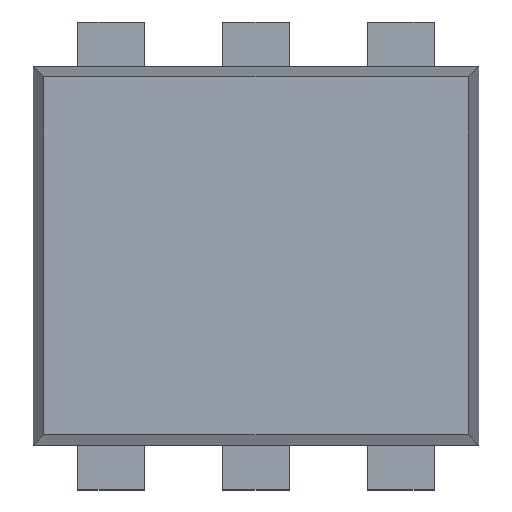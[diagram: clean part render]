
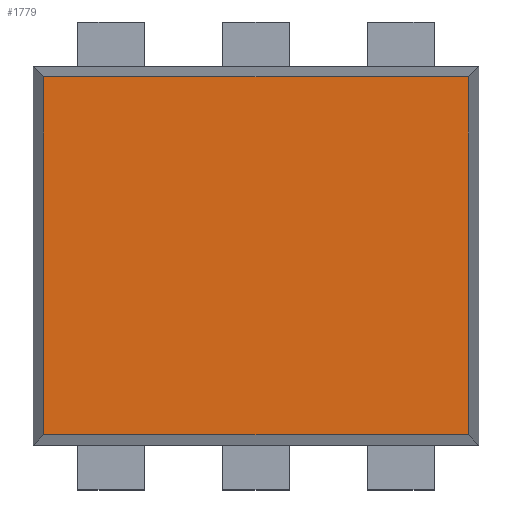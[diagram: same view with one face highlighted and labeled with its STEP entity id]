
A CAD part, top view. The second image highlights one B-rep face of the part: STEP entity #1779.
In plain terms, the highlighted planar face has unit normal (0, 0, 1).
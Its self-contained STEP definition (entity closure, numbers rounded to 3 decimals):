
#77 = CARTESIAN_POINT ( 'NONE',  ( 0.953, 0.85, 0.7 ) ) ;
#79 = DIRECTION ( 'NONE',  ( 0., -1., 0. ) ) ;
#89 = DIRECTION ( 'NONE',  ( 0., 1., 0. ) ) ;
#387 = ORIENTED_EDGE ( 'NONE', *, *, #2191, .T. ) ;
#632 = ORIENTED_EDGE ( 'NONE', *, *, #2045, .T. ) ;
#704 = CARTESIAN_POINT ( 'NONE',  ( -0.953, 0.803, 0.7 ) ) ;
#741 = CARTESIAN_POINT ( 'NONE',  ( 1., -0.803, 0.7 ) ) ;
#761 = DIRECTION ( 'NONE',  ( 1., 0., 0. ) ) ;
#808 = VERTEX_POINT ( 'NONE', #2383 ) ;
#848 = AXIS2_PLACEMENT_3D ( 'NONE', #2382, #2165, #2147 ) ;
#870 = EDGE_LOOP ( 'NONE', ( #387, #632, #1026, #1426 ) ) ;
#1026 = ORIENTED_EDGE ( 'NONE', *, *, #1765, .T. ) ;
#1143 = LINE ( 'NONE', #77, #1916 ) ;
#1180 = CARTESIAN_POINT ( 'NONE',  ( 0.953, 0.803, 0.7 ) ) ;
#1198 = VERTEX_POINT ( 'NONE', #1180 ) ;
#1260 = VERTEX_POINT ( 'NONE', #704 ) ;
#1426 = ORIENTED_EDGE ( 'NONE', *, *, #1885, .T. ) ;
#1637 = VERTEX_POINT ( 'NONE', #1960 ) ;
#1765 = EDGE_CURVE ( 'NONE', #1260, #808, #2220, .T. ) ;
#1779 = ADVANCED_FACE ( 'NONE', ( #2225 ), #2183, .T. ) ;
#1885 = EDGE_CURVE ( 'NONE', #808, #1637, #2341, .T. ) ;
#1916 = VECTOR ( 'NONE', #89, 1000. ) ;
#1960 = CARTESIAN_POINT ( 'NONE',  ( 0.953, -0.803, 0.7 ) ) ;
#1969 = CARTESIAN_POINT ( 'NONE',  ( -1., 0.803, 0.7 ) ) ;
#1981 = DIRECTION ( 'NONE',  ( -1., 0., 0. ) ) ;
#2045 = EDGE_CURVE ( 'NONE', #1198, #1260, #2200, .T. ) ;
#2147 = DIRECTION ( 'NONE',  ( 1., 0., 0. ) ) ;
#2165 = DIRECTION ( 'NONE',  ( 0., 0., 1. ) ) ;
#2183 = PLANE ( 'NONE',  #848 ) ;
#2191 = EDGE_CURVE ( 'NONE', #1637, #1198, #1143, .T. ) ;
#2200 = LINE ( 'NONE', #1969, #2207 ) ;
#2207 = VECTOR ( 'NONE', #1981, 1000. ) ;
#2220 = LINE ( 'NONE', #2400, #2249 ) ;
#2225 = FACE_OUTER_BOUND ( 'NONE', #870, .T. ) ;
#2249 = VECTOR ( 'NONE', #79, 1000. ) ;
#2341 = LINE ( 'NONE', #741, #2421 ) ;
#2382 = CARTESIAN_POINT ( 'NONE',  ( 0., 0., 0.7 ) ) ;
#2383 = CARTESIAN_POINT ( 'NONE',  ( -0.953, -0.803, 0.7 ) ) ;
#2400 = CARTESIAN_POINT ( 'NONE',  ( -0.953, -0.85, 0.7 ) ) ;
#2421 = VECTOR ( 'NONE', #761, 1000. ) ;
